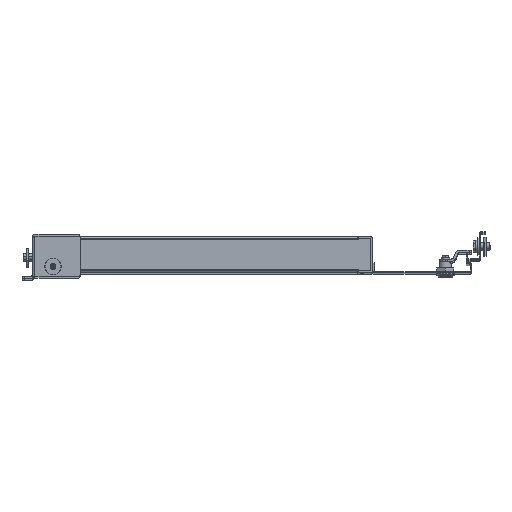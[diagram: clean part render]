
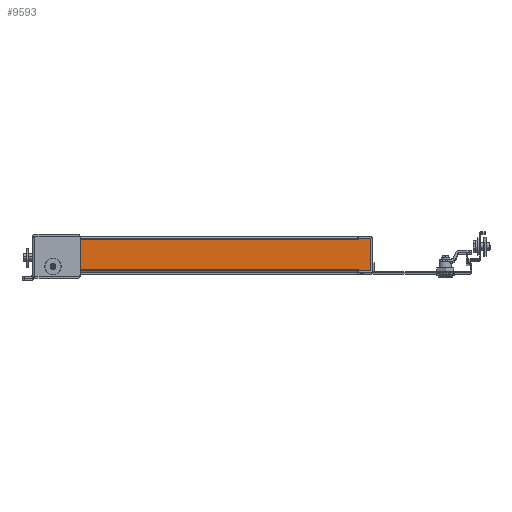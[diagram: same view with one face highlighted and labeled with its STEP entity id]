
A CAD part, top view. The second image highlights one B-rep face of the part: STEP entity #9593.
In plain terms, the highlighted planar face has unit normal (0, 0, 1).
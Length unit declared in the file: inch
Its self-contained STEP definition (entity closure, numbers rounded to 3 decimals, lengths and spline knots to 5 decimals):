
#632 = EDGE_CURVE ( 'NONE', #44099, #10511, #23089, .T. ) ;
#1447 = CARTESIAN_POINT ( 'NONE',  ( -19.428, -1., 30.248 ) ) ;
#1722 = CARTESIAN_POINT ( 'NONE',  ( -19.428, 1., 30.248 ) ) ;
#1778 = VECTOR ( 'NONE', #27951, 39.37008 ) ;
#2036 = DIRECTION ( 'NONE',  ( 0., -1., 0. ) ) ;
#2418 = CARTESIAN_POINT ( 'NONE',  ( -0.787, 0.94, 30.248 ) ) ;
#2516 = VECTOR ( 'NONE', #38601, 39.37008 ) ;
#2537 = CARTESIAN_POINT ( 'NONE',  ( -0.817, 0.94, 30.248 ) ) ;
#2801 = CARTESIAN_POINT ( 'NONE',  ( -0.787, 1., 30.248 ) ) ;
#2944 = CARTESIAN_POINT ( 'NONE',  ( -0.787, 0.94, 30.248 ) ) ;
#3608 = CARTESIAN_POINT ( 'NONE',  ( -19.428, -1., 30.248 ) ) ;
#3682 = VERTEX_POINT ( 'NONE', #2537 ) ;
#4190 = ORIENTED_EDGE ( 'NONE', *, *, #44309, .T. ) ;
#4204 = VECTOR ( 'NONE', #49484, 39.37008 ) ;
#4644 = CARTESIAN_POINT ( 'NONE',  ( -18.641, 0.94, 30.248 ) ) ;
#5033 = CARTESIAN_POINT ( 'NONE',  ( -19.428, -1., 30.248 ) ) ;
#5184 = CARTESIAN_POINT ( 'NONE',  ( -18.641, 1., 30.248 ) ) ;
#5488 = CARTESIAN_POINT ( 'NONE',  ( -18.641, -1., 30.248 ) ) ;
#5593 = CARTESIAN_POINT ( 'NONE',  ( -0.787, -1., 30.248 ) ) ;
#5897 = EDGE_CURVE ( 'NONE', #43494, #3682, #6821, .T. ) ;
#5983 = ORIENTED_EDGE ( 'NONE', *, *, #632, .T. ) ;
#5986 = LINE ( 'NONE', #5488, #38118 ) ;
#6164 = VERTEX_POINT ( 'NONE', #37999 ) ;
#6169 = DIRECTION ( 'NONE',  ( -1., 0., 0. ) ) ;
#6555 = EDGE_CURVE ( 'NONE', #33602, #43494, #45975, .T. ) ;
#6641 = EDGE_CURVE ( 'NONE', #50704, #24594, #7193, .T. ) ;
#6651 = EDGE_CURVE ( 'NONE', #43615, #28669, #34599, .T. ) ;
#6787 = DIRECTION ( 'NONE',  ( 1., 0., 0. ) ) ;
#6821 = LINE ( 'NONE', #2944, #4204 ) ;
#7193 = LINE ( 'NONE', #34352, #33166 ) ;
#7955 = LINE ( 'NONE', #24485, #23494 ) ;
#8146 = CARTESIAN_POINT ( 'NONE',  ( 0., -1., 30.248 ) ) ;
#8543 = ORIENTED_EDGE ( 'NONE', *, *, #5897, .T. ) ;
#8904 = VECTOR ( 'NONE', #37247, 39.37008 ) ;
#9593 = ADVANCED_FACE ( 'NONE', ( #34628 ), #35147, .T. ) ;
#10027 = VECTOR ( 'NONE', #37699, 39.37008 ) ;
#10058 = CARTESIAN_POINT ( 'NONE',  ( 0., -1., 30.248 ) ) ;
#10511 = VERTEX_POINT ( 'NONE', #4644 ) ;
#10619 = DIRECTION ( 'NONE',  ( -1., 0., 0. ) ) ;
#10853 = EDGE_CURVE ( 'NONE', #24594, #36222, #35294, .T. ) ;
#11259 = EDGE_CURVE ( 'NONE', #28151, #45377, #34972, .T. ) ;
#11559 = EDGE_CURVE ( 'NONE', #21402, #28151, #41620, .T. ) ;
#11781 = CARTESIAN_POINT ( 'NONE',  ( -19.428, 1., 30.248 ) ) ;
#12324 = ORIENTED_EDGE ( 'NONE', *, *, #39663, .T. ) ;
#12382 = ORIENTED_EDGE ( 'NONE', *, *, #6641, .T. ) ;
#12945 = ORIENTED_EDGE ( 'NONE', *, *, #10853, .T. ) ;
#15443 = AXIS2_PLACEMENT_3D ( 'NONE', #3608, #50388, #38236 ) ;
#15603 = ORIENTED_EDGE ( 'NONE', *, *, #11259, .T. ) ;
#15656 = LINE ( 'NONE', #11781, #42207 ) ;
#15738 = VERTEX_POINT ( 'NONE', #51107 ) ;
#16221 = DIRECTION ( 'NONE',  ( 0., -1., 0. ) ) ;
#16854 = CARTESIAN_POINT ( 'NONE',  ( -18.611, 0.94, 30.248 ) ) ;
#17085 = EDGE_CURVE ( 'NONE', #28669, #33602, #15656, .T. ) ;
#17803 = DIRECTION ( 'NONE',  ( 0., 1., 0. ) ) ;
#17866 = DIRECTION ( 'NONE',  ( 0., 1., 0. ) ) ;
#17895 = VECTOR ( 'NONE', #41921, 39.37008 ) ;
#17898 = VECTOR ( 'NONE', #26065, 39.37008 ) ;
#18136 = LINE ( 'NONE', #33916, #17895 ) ;
#18747 = CARTESIAN_POINT ( 'NONE',  ( -0.787, 0.94, 30.248 ) ) ;
#19750 = EDGE_LOOP ( 'NONE', ( #8543, #49441, #5983, #34168, #30494, #12382, #12945, #4190, #12324, #22817, #15603, #47047, #24352, #47348, #42055, #29944 ) ) ;
#21402 = VERTEX_POINT ( 'NONE', #24424 ) ;
#22817 = ORIENTED_EDGE ( 'NONE', *, *, #11559, .T. ) ;
#23089 = LINE ( 'NONE', #2418, #2516 ) ;
#23494 = VECTOR ( 'NONE', #16221, 39.37008 ) ;
#24352 = ORIENTED_EDGE ( 'NONE', *, *, #45703, .T. ) ;
#24424 = CARTESIAN_POINT ( 'NONE',  ( -18.611, -0.94, 30.248 ) ) ;
#24485 = CARTESIAN_POINT ( 'NONE',  ( -0.787, -1., 30.248 ) ) ;
#24545 = VECTOR ( 'NONE', #6787, 39.37008 ) ;
#24594 = VERTEX_POINT ( 'NONE', #1447 ) ;
#24912 = CARTESIAN_POINT ( 'NONE',  ( -18.641, -1., 30.248 ) ) ;
#25997 = VERTEX_POINT ( 'NONE', #5593 ) ;
#26065 = DIRECTION ( 'NONE',  ( 1., 0., 0. ) ) ;
#26694 = CARTESIAN_POINT ( 'NONE',  ( -18.641, -0.94, 30.248 ) ) ;
#27097 = EDGE_CURVE ( 'NONE', #45377, #25997, #7955, .T. ) ;
#27552 = DIRECTION ( 'NONE',  ( -1., 0., 0. ) ) ;
#27951 = DIRECTION ( 'NONE',  ( 0., 1., 0. ) ) ;
#28058 = DIRECTION ( 'NONE',  ( 1., 0., 0. ) ) ;
#28151 = VERTEX_POINT ( 'NONE', #32375 ) ;
#28669 = VERTEX_POINT ( 'NONE', #33830 ) ;
#29360 = VECTOR ( 'NONE', #6169, 39.37008 ) ;
#29944 = ORIENTED_EDGE ( 'NONE', *, *, #6555, .T. ) ;
#30494 = ORIENTED_EDGE ( 'NONE', *, *, #37049, .T. ) ;
#32088 = LINE ( 'NONE', #5184, #1778 ) ;
#32301 = CARTESIAN_POINT ( 'NONE',  ( -0.787, -0.94, 30.248 ) ) ;
#32375 = CARTESIAN_POINT ( 'NONE',  ( -0.817, -0.94, 30.248 ) ) ;
#33166 = VECTOR ( 'NONE', #2036, 39.37008 ) ;
#33602 = VERTEX_POINT ( 'NONE', #46304 ) ;
#33688 = EDGE_CURVE ( 'NONE', #10511, #15738, #32088, .T. ) ;
#33830 = CARTESIAN_POINT ( 'NONE',  ( 0., 1., 30.248 ) ) ;
#33916 = CARTESIAN_POINT ( 'NONE',  ( -18.641, -0.94, 30.248 ) ) ;
#34168 = ORIENTED_EDGE ( 'NONE', *, *, #33688, .T. ) ;
#34352 = CARTESIAN_POINT ( 'NONE',  ( -19.428, -1., 30.248 ) ) ;
#34599 = LINE ( 'NONE', #10058, #38082 ) ;
#34628 = FACE_OUTER_BOUND ( 'NONE', #19750, .T. ) ;
#34649 = CARTESIAN_POINT ( 'NONE',  ( -19.428, 0.94, 30.248 ) ) ;
#34972 = LINE ( 'NONE', #26694, #24545 ) ;
#35147 = PLANE ( 'NONE',  #15443 ) ;
#35294 = LINE ( 'NONE', #42058, #17898 ) ;
#36222 = VERTEX_POINT ( 'NONE', #24912 ) ;
#37049 = EDGE_CURVE ( 'NONE', #15738, #50704, #37443, .T. ) ;
#37247 = DIRECTION ( 'NONE',  ( 1., 0., 0. ) ) ;
#37443 = LINE ( 'NONE', #41828, #29360 ) ;
#37699 = DIRECTION ( 'NONE',  ( 0., -1., 0. ) ) ;
#37750 = LINE ( 'NONE', #34649, #45094 ) ;
#37999 = CARTESIAN_POINT ( 'NONE',  ( -18.641, -0.94, 30.248 ) ) ;
#38082 = VECTOR ( 'NONE', #17803, 39.37008 ) ;
#38118 = VECTOR ( 'NONE', #17866, 39.37008 ) ;
#38236 = DIRECTION ( 'NONE',  ( 1., 0., 0. ) ) ;
#38259 = VECTOR ( 'NONE', #28058, 39.37008 ) ;
#38601 = DIRECTION ( 'NONE',  ( -1., 0., 0. ) ) ;
#39663 = EDGE_CURVE ( 'NONE', #6164, #21402, #18136, .T. ) ;
#41620 = LINE ( 'NONE', #48897, #8904 ) ;
#41828 = CARTESIAN_POINT ( 'NONE',  ( -19.428, 1., 30.248 ) ) ;
#41921 = DIRECTION ( 'NONE',  ( 1., 0., 0. ) ) ;
#42055 = ORIENTED_EDGE ( 'NONE', *, *, #17085, .T. ) ;
#42058 = CARTESIAN_POINT ( 'NONE',  ( -19.428, -1., 30.248 ) ) ;
#42207 = VECTOR ( 'NONE', #27552, 39.37008 ) ;
#43494 = VERTEX_POINT ( 'NONE', #18747 ) ;
#43615 = VERTEX_POINT ( 'NONE', #8146 ) ;
#44099 = VERTEX_POINT ( 'NONE', #16854 ) ;
#44309 = EDGE_CURVE ( 'NONE', #36222, #6164, #5986, .T. ) ;
#44323 = LINE ( 'NONE', #5033, #38259 ) ;
#45094 = VECTOR ( 'NONE', #10619, 39.37008 ) ;
#45377 = VERTEX_POINT ( 'NONE', #32301 ) ;
#45703 = EDGE_CURVE ( 'NONE', #25997, #43615, #44323, .T. ) ;
#45975 = LINE ( 'NONE', #2801, #10027 ) ;
#46304 = CARTESIAN_POINT ( 'NONE',  ( -0.787, 1., 30.248 ) ) ;
#47047 = ORIENTED_EDGE ( 'NONE', *, *, #27097, .T. ) ;
#47348 = ORIENTED_EDGE ( 'NONE', *, *, #6651, .T. ) ;
#48897 = CARTESIAN_POINT ( 'NONE',  ( -19.428, -0.94, 30.248 ) ) ;
#48937 = EDGE_CURVE ( 'NONE', #3682, #44099, #37750, .T. ) ;
#49441 = ORIENTED_EDGE ( 'NONE', *, *, #48937, .T. ) ;
#49484 = DIRECTION ( 'NONE',  ( -1., 0., 0. ) ) ;
#50388 = DIRECTION ( 'NONE',  ( 0., 0., 1. ) ) ;
#50704 = VERTEX_POINT ( 'NONE', #1722 ) ;
#51107 = CARTESIAN_POINT ( 'NONE',  ( -18.641, 1., 30.248 ) ) ;
